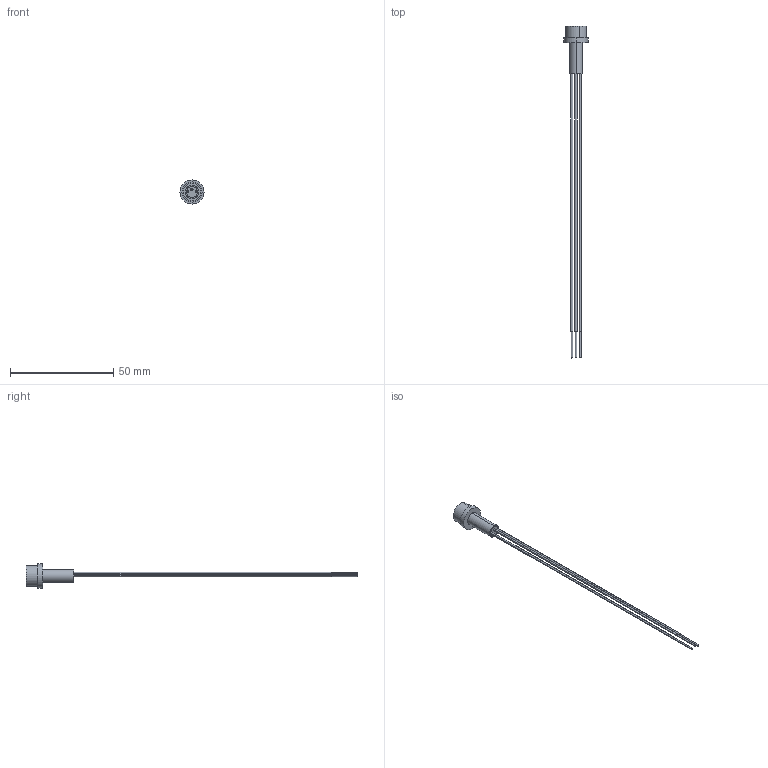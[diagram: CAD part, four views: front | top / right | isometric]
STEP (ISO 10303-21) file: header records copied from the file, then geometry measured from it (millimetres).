
FILE_DESCRIPTION (( 'STEP AP214' ), '1' );
FILE_NAME ('461W_Series.STEP', '2019-02-16T00:00:34', ( 'user' ), ( 'Microsoft' ), 'SwSTEP 2.0', 'SolidWorks 2018', '' );
FILE_SCHEMA (( 'AUTOMOTIVE_DESIGN' ));
Length unit declared in the file: foot
Products named in the file (8): 500061-x_461-0; LENS 60 FRESNEL 500032; SLEEVE 40-44 (SONIC WELD) 500007; 461W_Series; Epoxy; 221-OHM-1-2W-B-R-; WIRE UL1061 PB AWG 24_6"; D200-RAG_Cut for Assy
Assembly tree (9 placements, depth 2):
  461W_Series
    SLEEVE 40-44 (SONIC WELD) 500007
    LENS 60 FRESNEL 500032
    500061-x_461-0
    D200-RAG_Cut for Assy
    WIRE UL1061 PB AWG 24_6"  x3
    221-OHM-1-2W-B-R-
    Epoxy
Bounding box: 11.68 x 160.93 x 11.68 mm (x, y, z)
Volume: 1067.7 mm3; surface area: 5114.9 mm2
Topology: 16 solids, 17 shells, 448 faces, 1021 edges, 640 vertices
Faces by surface type: plane 225, cylinder 159, cone 48, torus 12, sphere 4
Entity records: 13936 total; most frequent: CARTESIAN_POINT 2311, DIRECTION 2223, ORIENTED_EDGE 1962, EDGE_CURVE 981, AXIS2_PLACEMENT_3D 884, VERTEX_POINT 616, EDGE_LOOP 471, VECTOR 455
